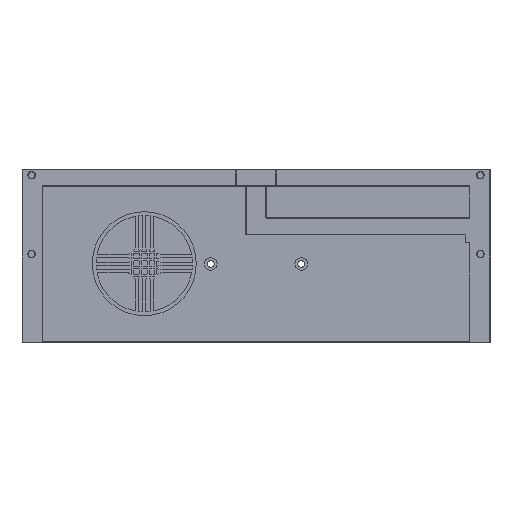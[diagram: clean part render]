
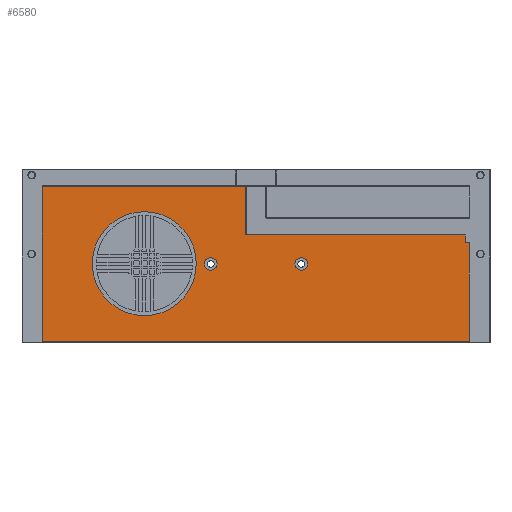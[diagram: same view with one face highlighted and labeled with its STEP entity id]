
A CAD part, top view. The second image highlights one B-rep face of the part: STEP entity #6580.
In plain terms, the highlighted planar face has unit normal (0, 0, 1).
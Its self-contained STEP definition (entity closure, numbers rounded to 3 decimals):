
#543=LINE('',#10616,#1284);
#544=LINE('',#10618,#1285);
#545=LINE('',#10620,#1286);
#546=LINE('',#10622,#1287);
#547=LINE('',#10624,#1288);
#548=LINE('',#10626,#1289);
#549=LINE('',#10628,#1290);
#550=LINE('',#10630,#1291);
#551=LINE('',#10632,#1292);
#552=LINE('',#10634,#1293);
#553=LINE('',#10635,#1294);
#1284=VECTOR('',#8689,10.);
#1285=VECTOR('',#8690,10.);
#1286=VECTOR('',#8691,10.);
#1287=VECTOR('',#8692,10.);
#1288=VECTOR('',#8693,10.);
#1289=VECTOR('',#8694,10.);
#1290=VECTOR('',#8695,10.);
#1291=VECTOR('',#8696,10.);
#1292=VECTOR('',#8697,10.);
#1293=VECTOR('',#8698,10.);
#1294=VECTOR('',#8699,10.);
#1626=FACE_BOUND('',#2267,.T.);
#1627=FACE_BOUND('',#2268,.T.);
#1628=FACE_BOUND('',#2269,.T.);
#1888=FACE_OUTER_BOUND('',#2266,.T.);
#2266=EDGE_LOOP('',(#5559,#5560,#5561,#5562,#5563,#5564,#5565,#5566,#5567,
#5568,#5569));
#2267=EDGE_LOOP('',(#5570));
#2268=EDGE_LOOP('',(#5571));
#2269=EDGE_LOOP('',(#5572));
#2395=CIRCLE('',#6717,3.25);
#2399=CIRCLE('',#6724,3.25);
#2580=CIRCLE('',#7148,27.);
#2605=VERTEX_POINT('',#9186);
#2609=VERTEX_POINT('',#9199);
#3080=VERTEX_POINT('',#10610);
#3081=VERTEX_POINT('',#10614);
#3082=VERTEX_POINT('',#10615);
#3083=VERTEX_POINT('',#10617);
#3084=VERTEX_POINT('',#10619);
#3085=VERTEX_POINT('',#10621);
#3086=VERTEX_POINT('',#10623);
#3087=VERTEX_POINT('',#10625);
#3088=VERTEX_POINT('',#10627);
#3089=VERTEX_POINT('',#10629);
#3090=VERTEX_POINT('',#10631);
#3091=VERTEX_POINT('',#10633);
#3224=EDGE_CURVE('',#2605,#2605,#2395,.T.);
#3230=EDGE_CURVE('',#2609,#2609,#2399,.T.);
#3929=EDGE_CURVE('',#3080,#3080,#2580,.T.);
#3931=EDGE_CURVE('',#3081,#3082,#543,.T.);
#3932=EDGE_CURVE('',#3083,#3081,#544,.T.);
#3933=EDGE_CURVE('',#3084,#3083,#545,.T.);
#3934=EDGE_CURVE('',#3085,#3084,#546,.T.);
#3935=EDGE_CURVE('',#3086,#3085,#547,.T.);
#3936=EDGE_CURVE('',#3087,#3086,#548,.T.);
#3937=EDGE_CURVE('',#3088,#3087,#549,.T.);
#3938=EDGE_CURVE('',#3089,#3088,#550,.T.);
#3939=EDGE_CURVE('',#3090,#3089,#551,.T.);
#3940=EDGE_CURVE('',#3091,#3090,#552,.T.);
#3941=EDGE_CURVE('',#3082,#3091,#553,.T.);
#5559=ORIENTED_EDGE('',*,*,#3931,.F.);
#5560=ORIENTED_EDGE('',*,*,#3932,.F.);
#5561=ORIENTED_EDGE('',*,*,#3933,.F.);
#5562=ORIENTED_EDGE('',*,*,#3934,.F.);
#5563=ORIENTED_EDGE('',*,*,#3935,.F.);
#5564=ORIENTED_EDGE('',*,*,#3936,.F.);
#5565=ORIENTED_EDGE('',*,*,#3937,.F.);
#5566=ORIENTED_EDGE('',*,*,#3938,.F.);
#5567=ORIENTED_EDGE('',*,*,#3939,.F.);
#5568=ORIENTED_EDGE('',*,*,#3940,.F.);
#5569=ORIENTED_EDGE('',*,*,#3941,.F.);
#5570=ORIENTED_EDGE('',*,*,#3224,.T.);
#5571=ORIENTED_EDGE('',*,*,#3230,.T.);
#5572=ORIENTED_EDGE('',*,*,#3929,.T.);
#6234=PLANE('',#7149);
#6580=ADVANCED_FACE('',(#1888,#1626,#1627,#1628),#6234,.T.);
#6717=AXIS2_PLACEMENT_3D('',#9187,#7304,#7305);
#6724=AXIS2_PLACEMENT_3D('',#9200,#7320,#7321);
#7148=AXIS2_PLACEMENT_3D('',#10611,#8684,#8685);
#7149=AXIS2_PLACEMENT_3D('',#10613,#8687,#8688);
#7304=DIRECTION('center_axis',(0.,0.,-1.));
#7305=DIRECTION('ref_axis',(1.,0.,0.));
#7320=DIRECTION('center_axis',(0.,0.,-1.));
#7321=DIRECTION('ref_axis',(1.,0.,0.));
#8684=DIRECTION('center_axis',(0.,0.,-1.));
#8685=DIRECTION('ref_axis',(-1.,0.,0.));
#8687=DIRECTION('center_axis',(0.,0.,1.));
#8688=DIRECTION('ref_axis',(0.,-1.,0.));
#8689=DIRECTION('',(0.,-1.,0.));
#8690=DIRECTION('',(1.,0.,0.));
#8691=DIRECTION('',(0.707,0.707,0.));
#8692=DIRECTION('',(0.,1.,0.));
#8693=DIRECTION('',(-0.707,0.707,0.));
#8694=DIRECTION('',(-1.,0.,0.));
#8695=DIRECTION('',(-0.707,-0.707,0.));
#8696=DIRECTION('',(0.,-1.,0.));
#8697=DIRECTION('',(1.,0.,0.));
#8698=DIRECTION('',(0.,-1.,0.));
#8699=DIRECTION('',(1.,0.,0.));
#9186=CARTESIAN_POINT('',(-26.75,3.666,-9.));
#9187=CARTESIAN_POINT('Origin',(-23.5,3.666,-9.));
#9199=CARTESIAN_POINT('',(20.25,3.666,-9.));
#9200=CARTESIAN_POINT('Origin',(23.5,3.666,-9.));
#10610=CARTESIAN_POINT('',(-31.041,3.788,-9.));
#10611=CARTESIAN_POINT('Origin',(-58.041,3.788,-9.));
#10613=CARTESIAN_POINT('Origin',(-121.581,52.788,-9.));
#10614=CARTESIAN_POINT('',(-5.25,44.038,-9.));
#10615=CARTESIAN_POINT('',(-5.25,18.7,-9.));
#10616=CARTESIAN_POINT('',(-5.25,50.869,-9.));
#10617=CARTESIAN_POINT('',(-110.581,44.038,-9.));
#10618=CARTESIAN_POINT('',(-5.25,44.038,-9.));
#10619=CARTESIAN_POINT('',(-110.831,43.788,-9.));
#10620=CARTESIAN_POINT('',(-111.331,43.288,-9.));
#10621=CARTESIAN_POINT('',(-110.831,-36.212,-9.));
#10622=CARTESIAN_POINT('',(-110.831,48.538,-9.));
#10623=CARTESIAN_POINT('',(-110.581,-36.462,-9.));
#10624=CARTESIAN_POINT('',(-135.581,-11.462,-9.));
#10625=CARTESIAN_POINT('',(110.581,-36.462,-9.));
#10626=CARTESIAN_POINT('',(-116.331,-36.462,-9.));
#10627=CARTESIAN_POINT('',(110.831,-36.212,-9.));
#10628=CARTESIAN_POINT('',(75.041,-72.003,-9.));
#10629=CARTESIAN_POINT('',(110.831,14.7,-9.));
#10630=CARTESIAN_POINT('',(110.831,8.038,-9.));
#10631=CARTESIAN_POINT('',(108.75,14.7,-9.));
#10632=CARTESIAN_POINT('',(-3.791,14.7,-9.));
#10633=CARTESIAN_POINT('',(108.75,18.7,-9.));
#10634=CARTESIAN_POINT('',(108.75,35.869,-9.));
#10635=CARTESIAN_POINT('',(-60.791,18.7,-9.));
